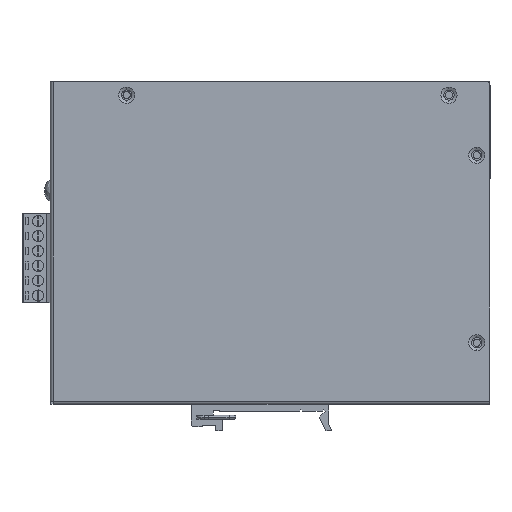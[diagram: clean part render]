
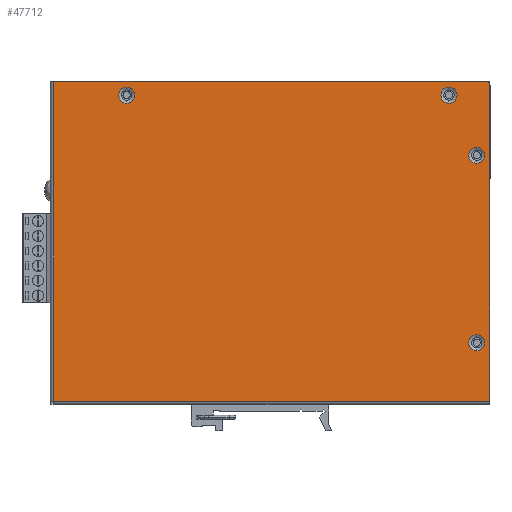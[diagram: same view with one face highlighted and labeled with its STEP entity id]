
A CAD part, left-side view. The second image highlights one B-rep face of the part: STEP entity #47712.
In plain terms, the highlighted face is planar.
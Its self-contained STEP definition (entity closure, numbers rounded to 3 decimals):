
#40 = VECTOR ( 'NONE', #46673, 1000. ) ;
#205 = EDGE_LOOP ( 'NONE', ( #26604, #6934, #36121, #29802, #14075 ) ) ;
#300 = DIRECTION ( 'NONE',  ( -1., 0., 0. ) ) ;
#364 = CARTESIAN_POINT ( 'NONE',  ( -61., 1., 47.75 ) ) ;
#1562 = AXIS2_PLACEMENT_3D ( 'NONE', #34667, #1575, #45554 ) ;
#1575 = DIRECTION ( 'NONE',  ( 0., 1., 0. ) ) ;
#1718 = EDGE_CURVE ( 'NONE', #11930, #6878, #10975, .T. ) ;
#3948 = CARTESIAN_POINT ( 'NONE',  ( -75., 1., 54. ) ) ;
#4044 = EDGE_LOOP ( 'NONE', ( #34608, #30284 ) ) ;
#4203 = VERTEX_POINT ( 'NONE', #364 ) ;
#4706 = LINE ( 'NONE', #15820, #16016 ) ;
#4878 = CARTESIAN_POINT ( 'NONE',  ( -74., 1., 54. ) ) ;
#5498 = DIRECTION ( 'NONE',  ( 0., 0., 1. ) ) ;
#5568 = CARTESIAN_POINT ( 'NONE',  ( -61., 1., 50.5 ) ) ;
#5753 = EDGE_LOOP ( 'NONE', ( #31574, #10446 ) ) ;
#6049 = DIRECTION ( 'NONE',  ( 0., 0., 1. ) ) ;
#6143 = CIRCLE ( 'NONE', #17720, 2.75 ) ;
#6878 = VERTEX_POINT ( 'NONE', #16456 ) ;
#6934 = ORIENTED_EDGE ( 'NONE', *, *, #1718, .T. ) ;
#6953 = EDGE_CURVE ( 'NONE', #28837, #44132, #43334, .T. ) ;
#7090 = VERTEX_POINT ( 'NONE', #34023 ) ;
#7499 = VERTEX_POINT ( 'NONE', #44620 ) ;
#9111 = DIRECTION ( 'NONE',  ( 0., 1., 0. ) ) ;
#9234 = DIRECTION ( 'NONE',  ( 0., 0., 1. ) ) ;
#9827 = VERTEX_POINT ( 'NONE', #19973 ) ;
#9926 = ORIENTED_EDGE ( 'NONE', *, *, #30173, .F. ) ;
#10031 = CARTESIAN_POINT ( 'NONE',  ( 49., 1., 47.75 ) ) ;
#10043 = EDGE_LOOP ( 'NONE', ( #21839, #9926 ) ) ;
#10446 = ORIENTED_EDGE ( 'NONE', *, *, #6953, .F. ) ;
#10975 = CIRCLE ( 'NONE', #39535, 1. ) ;
#11930 = VERTEX_POINT ( 'NONE', #3948 ) ;
#12281 = CARTESIAN_POINT ( 'NONE',  ( -61., 1., 50.5 ) ) ;
#12646 = CARTESIAN_POINT ( 'NONE',  ( -70.5, 1., -31.25 ) ) ;
#12686 = DIRECTION ( 'NONE',  ( 0., 0., -1. ) ) ;
#12795 = ORIENTED_EDGE ( 'NONE', *, *, #46139, .F. ) ;
#13395 = PLANE ( 'NONE',  #1562 ) ;
#14075 = ORIENTED_EDGE ( 'NONE', *, *, #25219, .T. ) ;
#14098 = DIRECTION ( 'NONE',  ( 0., 1., 0. ) ) ;
#14266 = EDGE_CURVE ( 'NONE', #41304, #7499, #47201, .T. ) ;
#14538 = EDGE_CURVE ( 'NONE', #33397, #27134, #4706, .T. ) ;
#15695 = CARTESIAN_POINT ( 'NONE',  ( -75., 1., 55. ) ) ;
#15820 = CARTESIAN_POINT ( 'NONE',  ( 73.9, 1., 55. ) ) ;
#15928 = LINE ( 'NONE', #15695, #34771 ) ;
#15933 = DIRECTION ( 'NONE',  ( 0., 1., 0. ) ) ;
#16016 = VECTOR ( 'NONE', #12686, 1000. ) ;
#16456 = CARTESIAN_POINT ( 'NONE',  ( -74., 1., 55. ) ) ;
#17620 = CIRCLE ( 'NONE', #35388, 2.75 ) ;
#17710 = CARTESIAN_POINT ( 'NONE',  ( -70.5, 1., -34. ) ) ;
#17720 = AXIS2_PLACEMENT_3D ( 'NONE', #12281, #45649, #27281 ) ;
#18455 = CARTESIAN_POINT ( 'NONE',  ( 49., 1., 53.25 ) ) ;
#18731 = CARTESIAN_POINT ( 'NONE',  ( -75., 1., -53.9 ) ) ;
#18979 = VERTEX_POINT ( 'NONE', #41787 ) ;
#19310 = EDGE_LOOP ( 'NONE', ( #40081, #12795 ) ) ;
#19606 = DIRECTION ( 'NONE',  ( 0., 0., 1. ) ) ;
#19973 = CARTESIAN_POINT ( 'NONE',  ( -61., 1., 53.25 ) ) ;
#20108 = CARTESIAN_POINT ( 'NONE',  ( -70.5, 1., 30. ) ) ;
#20170 = FACE_BOUND ( 'NONE', #10043, .T. ) ;
#20733 = DIRECTION ( 'NONE',  ( 0., 1., 0. ) ) ;
#21738 = EDGE_CURVE ( 'NONE', #18979, #7090, #36497, .T. ) ;
#21839 = ORIENTED_EDGE ( 'NONE', *, *, #21738, .F. ) ;
#23343 = AXIS2_PLACEMENT_3D ( 'NONE', #24145, #20733, #47073 ) ;
#24054 = AXIS2_PLACEMENT_3D ( 'NONE', #27300, #15933, #42268 ) ;
#24145 = CARTESIAN_POINT ( 'NONE',  ( -70.5, 1., 30. ) ) ;
#24279 = FACE_OUTER_BOUND ( 'NONE', #205, .T. ) ;
#24883 = CARTESIAN_POINT ( 'NONE',  ( 49., 1., 50.5 ) ) ;
#25219 = EDGE_CURVE ( 'NONE', #27134, #47620, #44739, .T. ) ;
#25796 = VECTOR ( 'NONE', #300, 1000. ) ;
#26604 = ORIENTED_EDGE ( 'NONE', *, *, #36735, .T. ) ;
#27134 = VERTEX_POINT ( 'NONE', #45897 ) ;
#27281 = DIRECTION ( 'NONE',  ( 0., 0., 1. ) ) ;
#27300 = CARTESIAN_POINT ( 'NONE',  ( -70.5, 1., -34. ) ) ;
#27423 = FACE_BOUND ( 'NONE', #5753, .T. ) ;
#27653 = FACE_BOUND ( 'NONE', #4044, .T. ) ;
#28837 = VERTEX_POINT ( 'NONE', #10031 ) ;
#29802 = ORIENTED_EDGE ( 'NONE', *, *, #14538, .T. ) ;
#30173 = EDGE_CURVE ( 'NONE', #7090, #18979, #38765, .T. ) ;
#30284 = ORIENTED_EDGE ( 'NONE', *, *, #32476, .F. ) ;
#30317 = AXIS2_PLACEMENT_3D ( 'NONE', #20108, #34861, #9234 ) ;
#30678 = DIRECTION ( 'NONE',  ( 1., 0., 0. ) ) ;
#30886 = CARTESIAN_POINT ( 'NONE',  ( 73.9, 1., 55. ) ) ;
#31574 = ORIENTED_EDGE ( 'NONE', *, *, #38839, .F. ) ;
#31929 = CARTESIAN_POINT ( 'NONE',  ( -75., 1., -55. ) ) ;
#32476 = EDGE_CURVE ( 'NONE', #4203, #9827, #32651, .T. ) ;
#32641 = AXIS2_PLACEMENT_3D ( 'NONE', #42218, #9111, #5498 ) ;
#32651 = CIRCLE ( 'NONE', #46563, 2.75 ) ;
#33397 = VERTEX_POINT ( 'NONE', #30886 ) ;
#34023 = CARTESIAN_POINT ( 'NONE',  ( -70.5, 1., 27.25 ) ) ;
#34608 = ORIENTED_EDGE ( 'NONE', *, *, #34639, .F. ) ;
#34639 = EDGE_CURVE ( 'NONE', #9827, #4203, #6143, .T. ) ;
#34667 = CARTESIAN_POINT ( 'NONE',  ( -75., 1., 55. ) ) ;
#34771 = VECTOR ( 'NONE', #30678, 1000. ) ;
#34861 = DIRECTION ( 'NONE',  ( 0., 1., 0. ) ) ;
#35388 = AXIS2_PLACEMENT_3D ( 'NONE', #17710, #14098, #47212 ) ;
#35592 = AXIS2_PLACEMENT_3D ( 'NONE', #24883, #35771, #6049 ) ;
#35771 = DIRECTION ( 'NONE',  ( 0., 1., 0. ) ) ;
#36121 = ORIENTED_EDGE ( 'NONE', *, *, #36951, .T. ) ;
#36497 = CIRCLE ( 'NONE', #30317, 2.75 ) ;
#36735 = EDGE_CURVE ( 'NONE', #47620, #11930, #43044, .T. ) ;
#36951 = EDGE_CURVE ( 'NONE', #6878, #33397, #15928, .T. ) ;
#37253 = CARTESIAN_POINT ( 'NONE',  ( 73.9, 1., -53.9 ) ) ;
#37485 = DIRECTION ( 'NONE',  ( 0., 1., 0. ) ) ;
#38651 = DIRECTION ( 'NONE',  ( 0., 0., 1. ) ) ;
#38765 = CIRCLE ( 'NONE', #23343, 2.75 ) ;
#38839 = EDGE_CURVE ( 'NONE', #44132, #28837, #41137, .T. ) ;
#39535 = AXIS2_PLACEMENT_3D ( 'NONE', #4878, #37485, #19606 ) ;
#40081 = ORIENTED_EDGE ( 'NONE', *, *, #14266, .F. ) ;
#41137 = CIRCLE ( 'NONE', #32641, 2.75 ) ;
#41304 = VERTEX_POINT ( 'NONE', #12646 ) ;
#41787 = CARTESIAN_POINT ( 'NONE',  ( -70.5, 1., 32.75 ) ) ;
#42218 = CARTESIAN_POINT ( 'NONE',  ( 49., 1., 50.5 ) ) ;
#42268 = DIRECTION ( 'NONE',  ( 0., 0., 1. ) ) ;
#42395 = FACE_BOUND ( 'NONE', #19310, .T. ) ;
#43044 = LINE ( 'NONE', #31929, #40 ) ;
#43334 = CIRCLE ( 'NONE', #35592, 2.75 ) ;
#44132 = VERTEX_POINT ( 'NONE', #18455 ) ;
#44620 = CARTESIAN_POINT ( 'NONE',  ( -70.5, 1., -36.75 ) ) ;
#44739 = LINE ( 'NONE', #37253, #25796 ) ;
#45554 = DIRECTION ( 'NONE',  ( 0., 0., 1. ) ) ;
#45649 = DIRECTION ( 'NONE',  ( 0., 1., 0. ) ) ;
#45897 = CARTESIAN_POINT ( 'NONE',  ( 73.9, 1., -53.9 ) ) ;
#45918 = DIRECTION ( 'NONE',  ( 0., 1., 0. ) ) ;
#46139 = EDGE_CURVE ( 'NONE', #7499, #41304, #17620, .T. ) ;
#46563 = AXIS2_PLACEMENT_3D ( 'NONE', #5568, #45918, #38651 ) ;
#46673 = DIRECTION ( 'NONE',  ( 0., 0., 1. ) ) ;
#47073 = DIRECTION ( 'NONE',  ( 0., 0., 1. ) ) ;
#47201 = CIRCLE ( 'NONE', #24054, 2.75 ) ;
#47212 = DIRECTION ( 'NONE',  ( 0., 0., 1. ) ) ;
#47620 = VERTEX_POINT ( 'NONE', #18731 ) ;
#47712 = ADVANCED_FACE ( 'NONE', ( #27653, #27423, #20170, #42395, #24279 ), #13395, .T. ) ;
